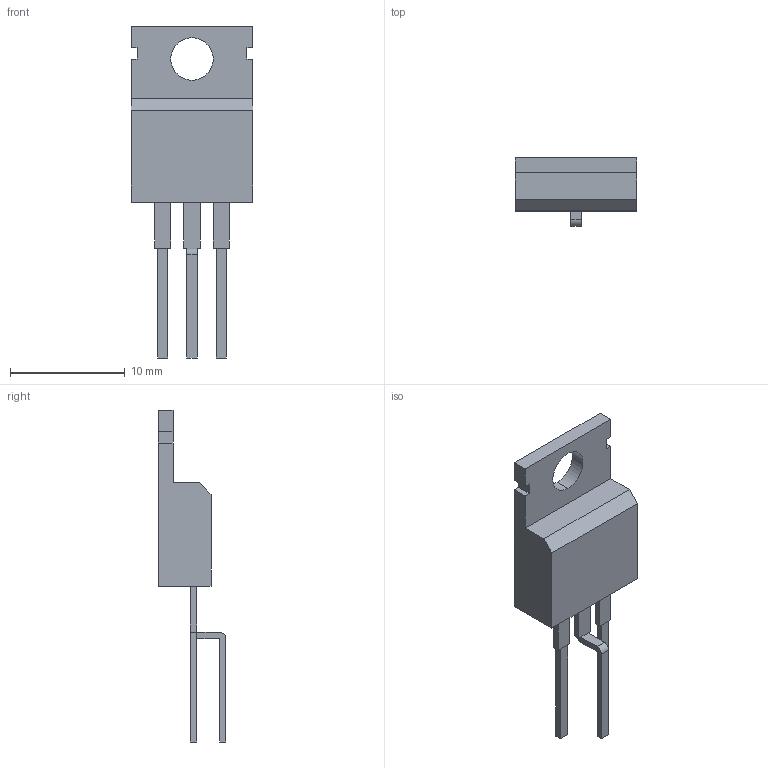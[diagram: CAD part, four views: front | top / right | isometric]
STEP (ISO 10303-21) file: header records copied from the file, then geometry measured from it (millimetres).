
FILE_DESCRIPTION (( 'STEP AP214' ), '1' );
FILE_NAME ('User Library-TO220AB-1.STEP', '2020-03-24T11:25:22', ( '' ), ( '' ), 'SwSTEP 2.0', 'SolidWorks 2019', '' );
FILE_SCHEMA (( 'AUTOMOTIVE_DESIGN' ));
Length unit declared in the file: millimetre
Products named in the file (1): User Library-TO220AB-1
Bounding box: 10.54 x 5.89 x 28.87 mm (x, y, z)
Volume: 527 mm3; surface area: 644.7 mm2
Topology: 3 solids, 3 shells, 55 faces, 136 edges, 90 vertices
Faces by surface type: plane 51, cylinder 4
Entity records: 2164 total; most frequent: CARTESIAN_POINT 282, ORIENTED_EDGE 272, DIRECTION 256, EDGE_CURVE 136, LINE 128, VECTOR 128, VERTEX_POINT 90, AXIS2_PLACEMENT_3D 64
